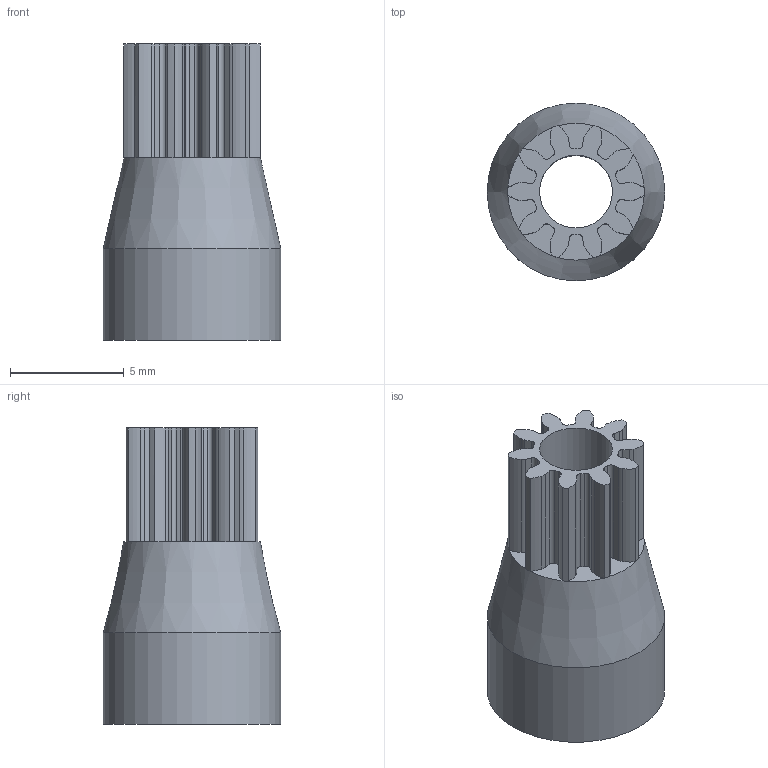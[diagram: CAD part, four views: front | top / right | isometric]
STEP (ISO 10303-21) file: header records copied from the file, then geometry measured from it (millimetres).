
FILE_DESCRIPTION(('FreeCAD Model'),'2;1');
FILE_NAME('Open CASCADE Shape Model','2022-11-28T02:43:38',(''),(''), 'Open CASCADE STEP processor 7.6','FreeCAD','Unknown');
FILE_SCHEMA(('AUTOMOTIVE_DESIGN { 1 0 10303 214 1 1 1 1 }'));
Length unit declared in the file: millimetre
Products named in the file (1): Body
Bounding box: 7.8 x 7.8 x 13 mm (x, y, z)
Volume: 330.8 mm3; surface area: 533.3 mm2
Topology: 1 solids, 1 shells, 115 faces, 338 edges, 225 vertices
Faces by surface type: cylinder 42, extrusion 40, plane 32, cone 1
Full cylindrical faces by diameter (mm): 3.2 x1, 7.8 x1
Entity records: 9357 total; most frequent: CARTESIAN_POINT 3203, DIRECTION 946, ORIENTED_EDGE 676, PCURVE 676, DEFINITIONAL_REPRESENTATION 676, VECTOR 594, LINE 554, EDGE_CURVE 338
